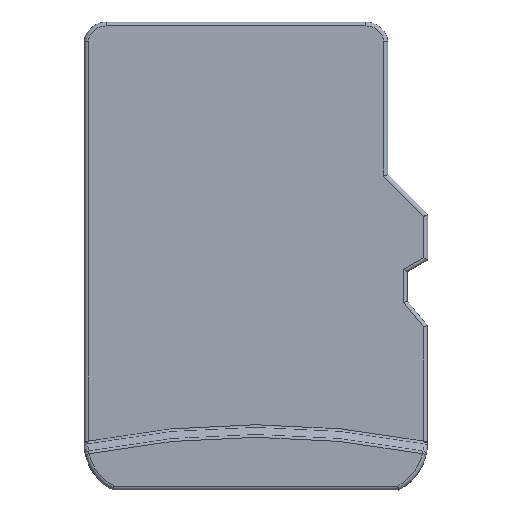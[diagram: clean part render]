
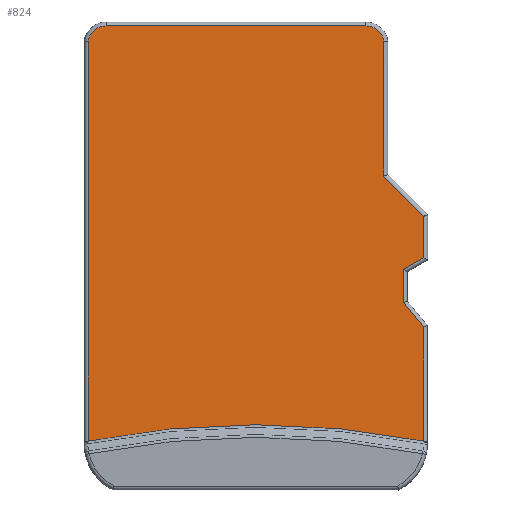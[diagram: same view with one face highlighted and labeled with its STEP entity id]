
A CAD part, top view. The second image highlights one B-rep face of the part: STEP entity #824.
In plain terms, the highlighted planar face has unit normal (0, 0, 1).
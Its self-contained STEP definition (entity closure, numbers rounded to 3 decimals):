
#32=PLANE('',#908);
#49=LINE('',#1324,#105);
#50=LINE('',#1326,#106);
#51=LINE('',#1328,#107);
#52=LINE('',#1330,#108);
#53=LINE('',#1332,#109);
#54=LINE('',#1334,#110);
#55=LINE('',#1336,#111);
#56=LINE('',#1340,#112);
#57=LINE('',#1343,#113);
#105=VECTOR('',#1045,1000.);
#106=VECTOR('',#1046,1000.);
#107=VECTOR('',#1047,1000.);
#108=VECTOR('',#1048,1000.);
#109=VECTOR('',#1049,1000.);
#110=VECTOR('',#1050,1000.);
#111=VECTOR('',#1051,1000.);
#112=VECTOR('',#1054,1000.);
#113=VECTOR('',#1057,1000.);
#212=FACE_OUTER_BOUND('',#268,.T.);
#268=EDGE_LOOP('',(#583,#584,#585,#586,#587,#588,#589,#590,#591,#592,#593,
#594));
#333=CIRCLE('',#909,27.794);
#334=CIRCLE('',#910,0.58);
#335=CIRCLE('',#911,0.58);
#381=VERTEX_POINT('',#1320);
#382=VERTEX_POINT('',#1321);
#383=VERTEX_POINT('',#1323);
#384=VERTEX_POINT('',#1325);
#385=VERTEX_POINT('',#1327);
#386=VERTEX_POINT('',#1329);
#387=VERTEX_POINT('',#1331);
#388=VERTEX_POINT('',#1333);
#389=VERTEX_POINT('',#1335);
#390=VERTEX_POINT('',#1337);
#391=VERTEX_POINT('',#1339);
#392=VERTEX_POINT('',#1341);
#456=EDGE_CURVE('',#381,#382,#333,.T.);
#457=EDGE_CURVE('',#382,#383,#49,.T.);
#458=EDGE_CURVE('',#383,#384,#50,.T.);
#459=EDGE_CURVE('',#384,#385,#51,.T.);
#460=EDGE_CURVE('',#385,#386,#52,.T.);
#461=EDGE_CURVE('',#386,#387,#53,.T.);
#462=EDGE_CURVE('',#387,#388,#54,.T.);
#463=EDGE_CURVE('',#388,#389,#55,.T.);
#464=EDGE_CURVE('',#389,#390,#334,.T.);
#465=EDGE_CURVE('',#390,#391,#56,.T.);
#466=EDGE_CURVE('',#391,#392,#335,.T.);
#467=EDGE_CURVE('',#392,#381,#57,.T.);
#583=ORIENTED_EDGE('',*,*,#456,.T.);
#584=ORIENTED_EDGE('',*,*,#457,.T.);
#585=ORIENTED_EDGE('',*,*,#458,.T.);
#586=ORIENTED_EDGE('',*,*,#459,.T.);
#587=ORIENTED_EDGE('',*,*,#460,.T.);
#588=ORIENTED_EDGE('',*,*,#461,.T.);
#589=ORIENTED_EDGE('',*,*,#462,.T.);
#590=ORIENTED_EDGE('',*,*,#463,.T.);
#591=ORIENTED_EDGE('',*,*,#464,.T.);
#592=ORIENTED_EDGE('',*,*,#465,.T.);
#593=ORIENTED_EDGE('',*,*,#466,.T.);
#594=ORIENTED_EDGE('',*,*,#467,.T.);
#824=ADVANCED_FACE('',(#212),#32,.T.);
#908=AXIS2_PLACEMENT_3D('',#1319,#1041,#1042);
#909=AXIS2_PLACEMENT_3D('',#1322,#1043,#1044);
#910=AXIS2_PLACEMENT_3D('',#1338,#1052,#1053);
#911=AXIS2_PLACEMENT_3D('',#1342,#1055,#1056);
#1041=DIRECTION('center_axis',(0.,0.,1.));
#1042=DIRECTION('ref_axis',(1.,0.,0.));
#1043=DIRECTION('center_axis',(0.,0.,-1.));
#1044=DIRECTION('ref_axis',(1.,0.,0.));
#1045=DIRECTION('',(0.,1.,0.));
#1046=DIRECTION('',(-0.636,0.772,0.));
#1047=DIRECTION('',(0.,1.,0.));
#1048=DIRECTION('',(0.868,0.496,0.));
#1049=DIRECTION('',(0.,1.,0.));
#1050=DIRECTION('',(-0.704,0.71,0.));
#1051=DIRECTION('',(0.,1.,0.));
#1052=DIRECTION('center_axis',(0.,0.,1.));
#1053=DIRECTION('ref_axis',(1.,0.,0.));
#1054=DIRECTION('',(-1.,0.,0.));
#1055=DIRECTION('center_axis',(0.,0.,1.));
#1056=DIRECTION('ref_axis',(1.,0.,0.));
#1057=DIRECTION('',(0.,-1.,0.));
#1319=CARTESIAN_POINT('Origin',(-5.501,1.407,0.7));
#1320=CARTESIAN_POINT('',(-5.376,1.566,0.7));
#1321=CARTESIAN_POINT('',(5.376,1.566,0.7));
#1322=CARTESIAN_POINT('Origin',(0.,-25.703,
0.7));
#1323=CARTESIAN_POINT('',(5.376,5.225,0.7));
#1324=CARTESIAN_POINT('',(5.376,1.407,0.7));
#1325=CARTESIAN_POINT('',(4.73,6.009,0.7));
#1326=CARTESIAN_POINT('',(2.855,8.286,0.7));
#1327=CARTESIAN_POINT('',(4.73,7.07,0.7));
#1328=CARTESIAN_POINT('',(4.73,1.407,0.7));
#1329=CARTESIAN_POINT('',(5.386,7.444,0.7));
#1330=CARTESIAN_POINT('',(5.449,7.48,0.7));
#1331=CARTESIAN_POINT('',(5.386,8.771,0.7));
#1332=CARTESIAN_POINT('',(5.386,1.407,0.7));
#1333=CARTESIAN_POINT('',(4.106,10.063,0.7));
#1334=CARTESIAN_POINT('',(3.67,10.502,0.7));
#1335=CARTESIAN_POINT('',(4.106,14.378,0.7));
#1336=CARTESIAN_POINT('',(4.106,1.407,0.7));
#1337=CARTESIAN_POINT('',(3.529,14.875,0.7));
#1338=CARTESIAN_POINT('Origin',(3.531,14.295,0.7));
#1339=CARTESIAN_POINT('',(-4.801,14.875,0.7));
#1340=CARTESIAN_POINT('',(-5.501,14.875,0.7));
#1341=CARTESIAN_POINT('',(-5.376,14.378,0.7));
#1342=CARTESIAN_POINT('Origin',(-4.801,14.295,0.7));
#1343=CARTESIAN_POINT('',(-5.376,1.541,0.7));
